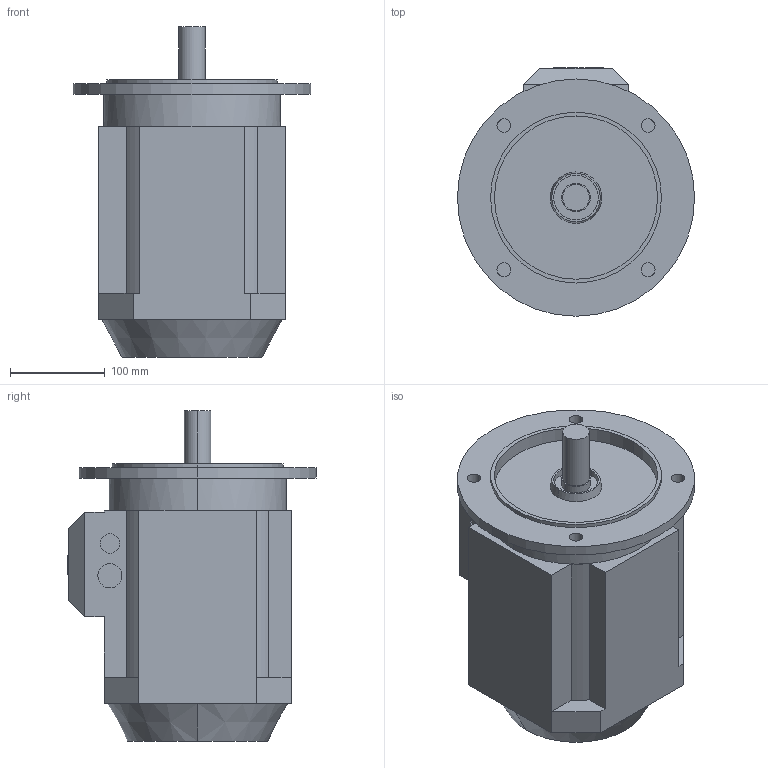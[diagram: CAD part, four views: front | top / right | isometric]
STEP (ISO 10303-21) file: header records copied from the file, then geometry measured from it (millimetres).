
FILE_DESCRIPTION(/* description */ (''),/* implementation_level */ '2;1');
FILE_NAME(/* name */ 'M2AA IE2 100 B5.step',/* time_stamp */ '2015-07-01T14:01:23+02:00',/* author */ (''),/* organization */ (''),/* preprocessor_version */ 'ST-DEVELOPER v14',/* originating_system */ 'SIEMENS PLM Software NX 8.0',/* authorisation */ '');
FILE_SCHEMA (('AUTOMOTIVE_DESIGN { 1 0 10303 214 3 1 1 1 }'));
Length unit declared in the file: millimetre
Products named in the file (1): M3AA IE3 100 S B5_stp
Bounding box: 250 x 262 x 348.5 mm (x, y, z)
Volume: 9334900.5 mm3; surface area: 341807 mm2
Topology: 1 solids, 1 shells, 158 faces, 380 edges, 248 vertices
Faces by surface type: plane 110, cylinder 34, bspline 10, cone 4
Entity records: 4728 total; most frequent: CARTESIAN_POINT 985, ORIENTED_EDGE 760, DIRECTION 742, EDGE_CURVE 380, LINE 276, VECTOR 276, VERTEX_POINT 248, AXIS2_PLACEMENT_3D 233
